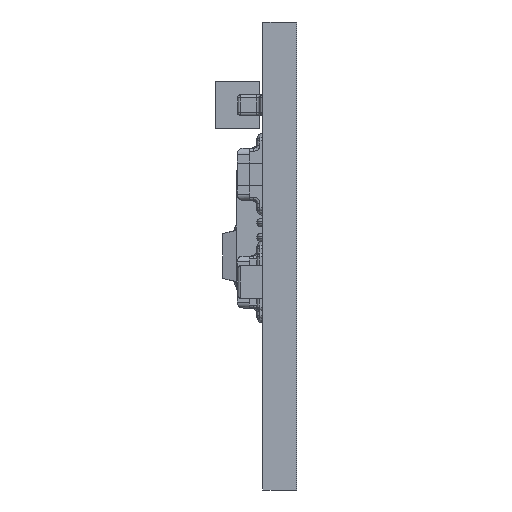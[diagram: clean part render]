
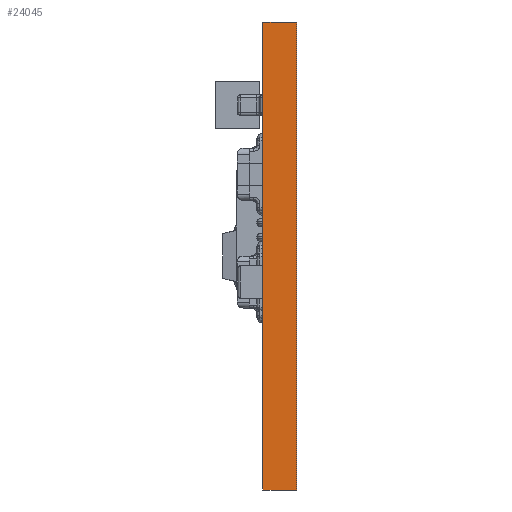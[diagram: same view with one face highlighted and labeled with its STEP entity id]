
A CAD part, left-side view. The second image highlights one B-rep face of the part: STEP entity #24045.
In plain terms, the highlighted planar face has unit normal (-1, 0, 0).
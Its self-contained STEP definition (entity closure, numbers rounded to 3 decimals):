
#646 = VECTOR ( 'NONE', #19835, 1000. ) ;
#1360 = EDGE_LOOP ( 'NONE', ( #20941, #2015, #12149, #8549 ) ) ;
#2015 = ORIENTED_EDGE ( 'NONE', *, *, #3773, .T. ) ;
#3773 = EDGE_CURVE ( 'NONE', #4424, #21490, #25747, .T. ) ;
#4424 = VERTEX_POINT ( 'NONE', #16844 ) ;
#4983 = CARTESIAN_POINT ( 'NONE',  ( -3.305, 10.387, 24.447 ) ) ;
#6412 = CARTESIAN_POINT ( 'NONE',  ( -3.305, 11.53, 24.447 ) ) ;
#6933 = DIRECTION ( 'NONE',  ( 1., 0., 0. ) ) ;
#7073 = LINE ( 'NONE', #4983, #646 ) ;
#8549 = ORIENTED_EDGE ( 'NONE', *, *, #12381, .F. ) ;
#8637 = EDGE_CURVE ( 'NONE', #4424, #24041, #15043, .T. ) ;
#10522 = CARTESIAN_POINT ( 'NONE',  ( -3.305, 11.53, 8.699 ) ) ;
#11606 = CARTESIAN_POINT ( 'NONE',  ( -3.305, 10.387, 24.447 ) ) ;
#11685 = LINE ( 'NONE', #18069, #21041 ) ;
#12083 = CARTESIAN_POINT ( 'NONE',  ( -3.305, 10.387, 8.699 ) ) ;
#12149 = ORIENTED_EDGE ( 'NONE', *, *, #27584, .T. ) ;
#12381 = EDGE_CURVE ( 'NONE', #24041, #28003, #7073, .T. ) ;
#12777 = DIRECTION ( 'NONE',  ( 0., -1., 0. ) ) ;
#13182 = FACE_OUTER_BOUND ( 'NONE', #1360, .T. ) ;
#14693 = CARTESIAN_POINT ( 'NONE',  ( -3.305, 11.53, 16.573 ) ) ;
#15043 = LINE ( 'NONE', #6412, #23555 ) ;
#15106 = DIRECTION ( 'NONE',  ( 0., 0., -1. ) ) ;
#16130 = DIRECTION ( 'NONE',  ( 0., 1., 0. ) ) ;
#16844 = CARTESIAN_POINT ( 'NONE',  ( -3.305, 11.53, 24.447 ) ) ;
#17381 = AXIS2_PLACEMENT_3D ( 'NONE', #19700, #6933, #16130 ) ;
#18069 = CARTESIAN_POINT ( 'NONE',  ( -3.305, 11.53, 8.699 ) ) ;
#19700 = CARTESIAN_POINT ( 'NONE',  ( -3.305, 11.53, 24.447 ) ) ;
#19835 = DIRECTION ( 'NONE',  ( 0., 0., -1. ) ) ;
#20938 = VECTOR ( 'NONE', #15106, 1000. ) ;
#20941 = ORIENTED_EDGE ( 'NONE', *, *, #8637, .F. ) ;
#21041 = VECTOR ( 'NONE', #23030, 1000. ) ;
#21490 = VERTEX_POINT ( 'NONE', #10522 ) ;
#21828 = PLANE ( 'NONE',  #17381 ) ;
#23030 = DIRECTION ( 'NONE',  ( 0., -1., 0. ) ) ;
#23555 = VECTOR ( 'NONE', #12777, 1000. ) ;
#24041 = VERTEX_POINT ( 'NONE', #11606 ) ;
#24045 = ADVANCED_FACE ( 'NONE', ( #13182 ), #21828, .F. ) ;
#25747 = LINE ( 'NONE', #14693, #20938 ) ;
#27584 = EDGE_CURVE ( 'NONE', #21490, #28003, #11685, .T. ) ;
#28003 = VERTEX_POINT ( 'NONE', #12083 ) ;
